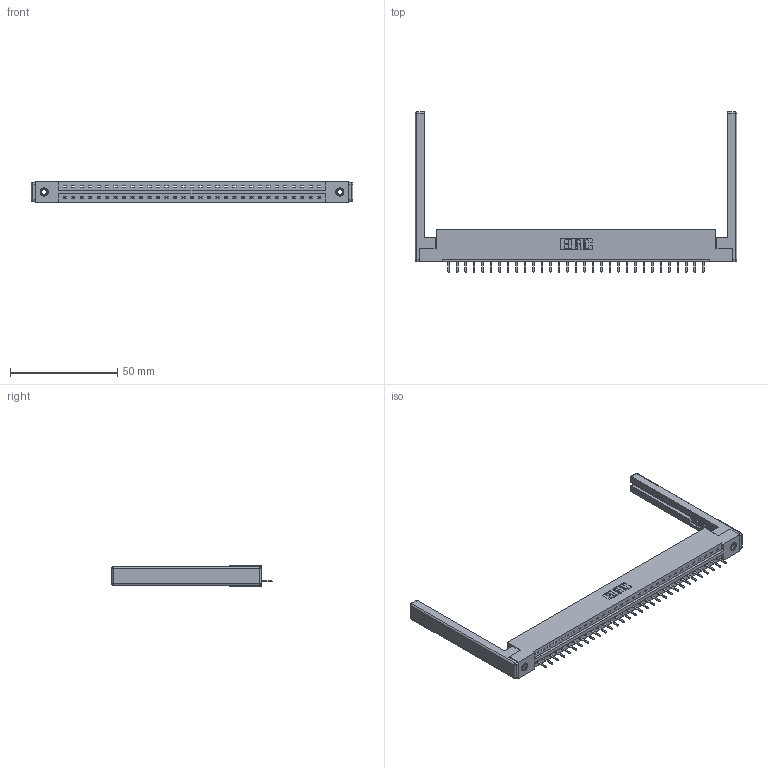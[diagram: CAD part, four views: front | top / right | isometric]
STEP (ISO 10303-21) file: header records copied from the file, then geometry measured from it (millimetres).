
FILE_DESCRIPTION (( 'STEP AP203' ), '1' );
FILE_NAME ('337-031-520-168.STEP', '2019-10-01T00:47:41', ( '' ), ( '' ), 'SwSTEP 2.0', 'SolidWorks 2016', '' );
FILE_SCHEMA (( 'CONFIG_CONTROL_DESIGN' ));
Length unit declared in the file: inch
Products named in the file (5): 345-250-001_345-250-001-102; 307-220-068; 345-292-001_345-293-120; 337 Part_Flush Mounting Lugs - 0.156 Dia-TI; 337-031-520-168
Assembly tree (36 placements, depth 2):
  337-031-520-168
    337 Part_Flush Mounting Lugs - 0.156 Dia-TI
    345-292-001_345-293-120  x31
    345-250-001_345-250-001-102  x2
    307-220-068  x2
Bounding box: 150.27 x 74.76 x 9.4 mm (x, y, z)
Volume: 19782.1 mm3; surface area: 19614.8 mm2
Topology: 36 solids, 36 shells, 2314 faces, 6777 edges, 4414 vertices
Faces by surface type: plane 1646, cylinder 644, cone 12, sphere 8, torus 4
Entity records: 27340 total; most frequent: CARTESIAN_POINT 4728, ORIENTED_EDGE 4672, DIRECTION 4064, EDGE_CURVE 2336, VECTOR 2154, LINE 2154, VERTEX_POINT 1546, AXIS2_PLACEMENT_3D 955
